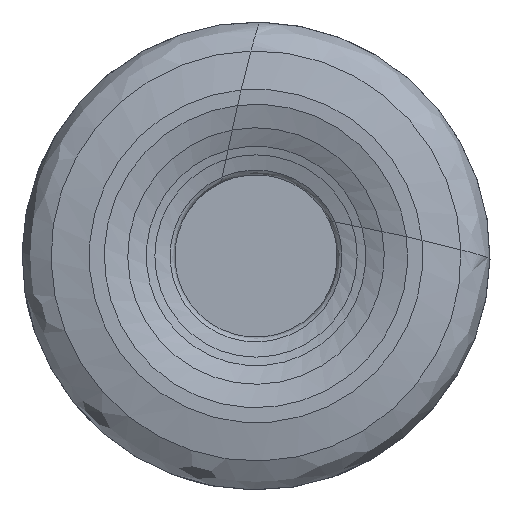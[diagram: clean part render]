
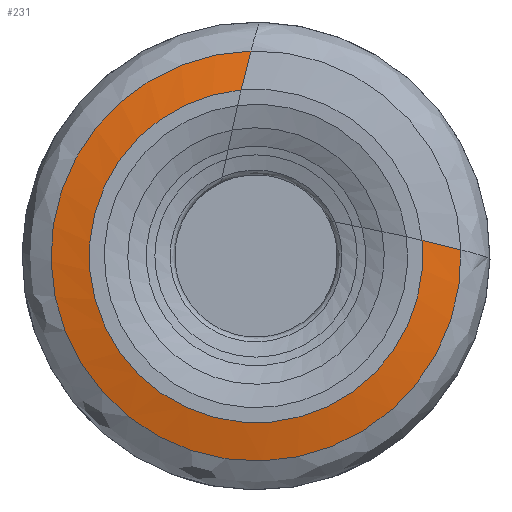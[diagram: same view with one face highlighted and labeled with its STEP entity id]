
A CAD part, left-side view. The second image highlights one B-rep face of the part: STEP entity #231.
In plain terms, the highlighted free-form (B-spline) face has degree [1, 3] with [2, 7] control points.
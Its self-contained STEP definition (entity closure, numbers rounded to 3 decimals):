
#58=(
BOUNDED_SURFACE()
B_SPLINE_SURFACE(1,3,((#1401,#1402,#1403,#1404,#1405,#1406,#1407),(#1408,
#1409,#1410,#1411,#1412,#1413,#1414)),.UNSPECIFIED.,.F.,.F.,.F.)
B_SPLINE_SURFACE_WITH_KNOTS((2,2),(4,3,4),(0.,1.),(0.,0.5,1.),
 .UNSPECIFIED.)
GEOMETRIC_REPRESENTATION_ITEM()
RATIONAL_B_SPLINE_SURFACE(((1.,0.588,0.588,1.,0.588,
0.588,1.),(1.,0.588,0.588,1.,0.588,
0.588,1.)))
REPRESENTATION_ITEM('')
SURFACE()
);
#104=LINE('',#1399,#132);
#105=LINE('',#1400,#133);
#132=VECTOR('',#981,1.);
#133=VECTOR('',#982,1.);
#231=ADVANCED_FACE('',(#276),#58,.F.);
#276=FACE_OUTER_BOUND('',#346,.T.);
#346=EDGE_LOOP('',(#458,#459,#460,#461));
#458=ORIENTED_EDGE('',*,*,#674,.F.);
#459=ORIENTED_EDGE('',*,*,#675,.F.);
#460=ORIENTED_EDGE('',*,*,#671,.T.);
#461=ORIENTED_EDGE('',*,*,#676,.F.);
#603=VERTEX_POINT('',#1378);
#604=VERTEX_POINT('',#1379);
#605=VERTEX_POINT('',#1397);
#606=VERTEX_POINT('',#1398);
#671=EDGE_CURVE('',#603,#604,#742,.T.);
#674=EDGE_CURVE('',#605,#606,#743,.T.);
#675=EDGE_CURVE('',#603,#605,#104,.T.);
#676=EDGE_CURVE('',#606,#604,#105,.T.);
#742=CIRCLE('',#820,4.275);
#743=CIRCLE('',#821,5.257);
#820=AXIS2_PLACEMENT_3D('',#1377,#975,#976);
#821=AXIS2_PLACEMENT_3D('',#1396,#979,#980);
#975=DIRECTION('',(1.,0.,0.));
#976=DIRECTION('',(0.,-0.996,0.094));
#979=DIRECTION('',(1.,0.,0.));
#980=DIRECTION('',(0.,-1.,0.03));
#981=DIRECTION('',(0.199,-0.952,-0.234));
#982=DIRECTION('',(-0.199,0.239,-0.95));
#1377=CARTESIAN_POINT('',(0.,0.,0.));
#1378=CARTESIAN_POINT('',(0.,-4.256,0.403));
#1379=CARTESIAN_POINT('',(0.,0.379,4.258));
#1396=CARTESIAN_POINT('',(0.209,0.,0.));
#1397=CARTESIAN_POINT('',(0.209,-5.254,0.158));
#1398=CARTESIAN_POINT('',(0.209,0.128,5.255));
#1399=CARTESIAN_POINT('',(0.,-4.256,0.403));
#1400=CARTESIAN_POINT('',(0.,0.379,4.258));
#1401=CARTESIAN_POINT('',(0.,-4.256,0.403));
#1402=CARTESIAN_POINT('',(0.,-4.679,-4.06));
#1403=CARTESIAN_POINT('',(0.,-0.714,-6.154));
#1404=CARTESIAN_POINT('',(0.,2.733,-3.287));
#1405=CARTESIAN_POINT('',(0.,6.181,-0.42));
#1406=CARTESIAN_POINT('',(0.,4.845,3.86));
#1407=CARTESIAN_POINT('',(0.,0.379,4.258));
#1408=CARTESIAN_POINT('',(0.209,-5.254,0.158));
#1409=CARTESIAN_POINT('',(0.209,-5.42,-5.353));
#1410=CARTESIAN_POINT('',(0.209,-0.389,-7.608));
#1411=CARTESIAN_POINT('',(0.209,3.614,-3.817));
#1412=CARTESIAN_POINT('',(0.209,7.618,-0.026));
#1413=CARTESIAN_POINT('',(0.209,5.64,5.121));
#1414=CARTESIAN_POINT('',(0.209,0.128,5.255));
